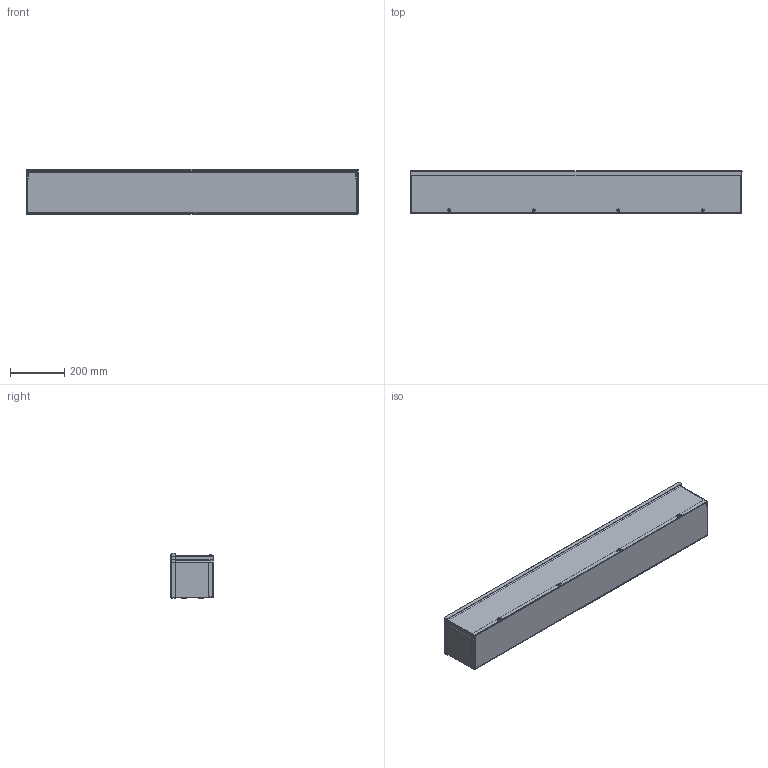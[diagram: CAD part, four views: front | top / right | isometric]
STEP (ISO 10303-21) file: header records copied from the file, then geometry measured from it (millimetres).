
FILE_DESCRIPTION(/* description */ ('RSCG, NK, NEMA 3R, GALV, BLR, 6X6X48'),/* implementation_level */ '2;1');
FILE_NAME(/* name */ 'RSCG060648GNK.stp',/* time_stamp */ '2015-07-13T10:51:33+05:00',/* author */ ('vdas'),/* organization */ (''),/* preprocessor_version */ 'ST-DEVELOPER v15.2',/* originating_system */ 'Autodesk Inventor 2014',/* authorisation */ '');
FILE_SCHEMA (('AUTOMOTIVE_DESIGN { 1 0 10303 214 3 1 1 }'));
Length unit declared in the file: inch
Products named in the file (8): RSCG060648GNKBLR; RSCG0648GNKBTM; RSCG0648GNKCAP; RSCG48GNKSTRAP; RSCG0648GNKLID; 31813; HFW372196; RSCG060648GNK
Bounding box: 1228.72 x 155.56 x 166.7 mm (x, y, z)
Volume: 1486724.6 mm3; surface area: 1914706.4 mm2
Topology: 13 solids, 13 shells, 632 faces, 1684 edges, 1098 vertices
Faces by surface type: plane 296, cylinder 200, cone 64, torus 40, bspline 32
Full cylindrical faces by diameter (mm): 3.68 x8, 4.826 x64, 6.35 x6, 7.144 x4, 7.925 x4, 10.516 x4
Entity records: 15718 total; most frequent: CARTESIAN_POINT 5925, ORIENTED_EDGE 1916, DIRECTION 1884, EDGE_CURVE 958, AXIS2_PLACEMENT_3D 687, VERTEX_POINT 623, LINE 510, VECTOR 510
